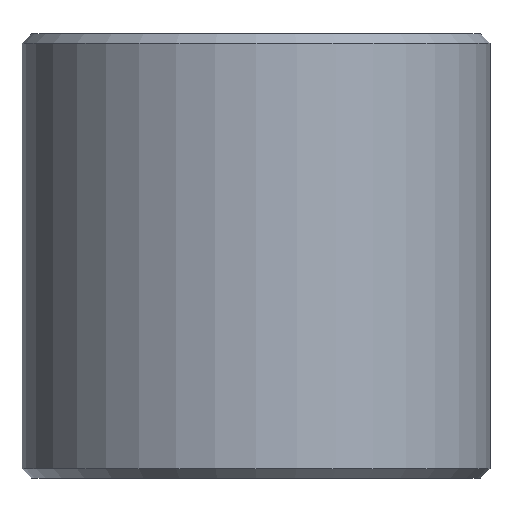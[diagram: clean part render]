
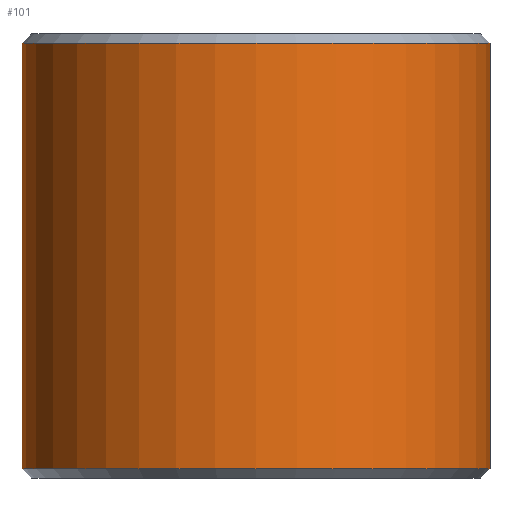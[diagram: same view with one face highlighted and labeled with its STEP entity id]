
A CAD part, front view. The second image highlights one B-rep face of the part: STEP entity #101.
In plain terms, the highlighted cylindrical face has radius 4.9 mm (diameter 9.8 mm), a full revolution.
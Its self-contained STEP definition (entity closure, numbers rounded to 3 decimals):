
#18=CYLINDRICAL_SURFACE('',#124,4.9);
#25=FACE_BOUND('',#48,.T.);
#33=FACE_OUTER_BOUND('',#47,.T.);
#47=EDGE_LOOP('',(#87));
#48=EDGE_LOOP('',(#88));
#57=CIRCLE('',#123,4.9);
#58=CIRCLE('',#125,4.9);
#65=VERTEX_POINT('',#180);
#66=VERTEX_POINT('',#183);
#73=EDGE_CURVE('',#65,#65,#57,.T.);
#74=EDGE_CURVE('',#66,#66,#58,.T.);
#87=ORIENTED_EDGE('',*,*,#74,.F.);
#88=ORIENTED_EDGE('',*,*,#73,.F.);
#101=ADVANCED_FACE('',(#33,#25),#18,.T.);
#123=AXIS2_PLACEMENT_3D('',#181,#153,#154);
#124=AXIS2_PLACEMENT_3D('',#182,#155,#156);
#125=AXIS2_PLACEMENT_3D('',#184,#157,#158);
#153=DIRECTION('center_axis',(0.,0.,-1.));
#154=DIRECTION('ref_axis',(-1.,0.,0.));
#155=DIRECTION('center_axis',(0.,0.,1.));
#156=DIRECTION('ref_axis',(-1.,0.,0.));
#157=DIRECTION('center_axis',(0.,0.,1.));
#158=DIRECTION('ref_axis',(-1.,0.,0.));
#180=CARTESIAN_POINT('',(4.9,0.,0.2));
#181=CARTESIAN_POINT('Origin',(0.,0.,0.2));
#182=CARTESIAN_POINT('Origin',(0.,0.,0.));
#183=CARTESIAN_POINT('',(4.9,0.,9.1));
#184=CARTESIAN_POINT('Origin',(0.,0.,9.1));
